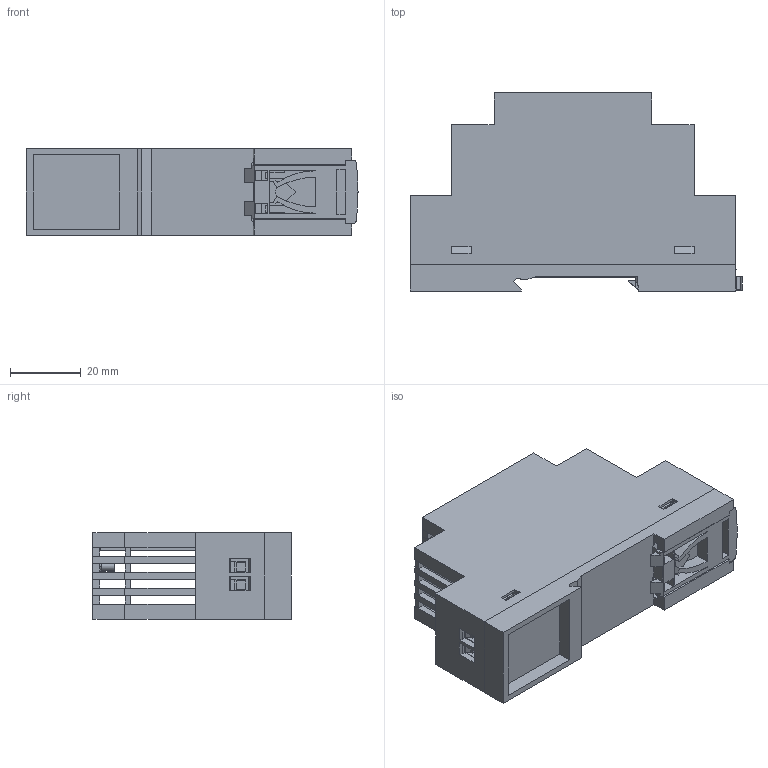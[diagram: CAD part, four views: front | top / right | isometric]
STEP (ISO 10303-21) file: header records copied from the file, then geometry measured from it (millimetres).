
FILE_DESCRIPTION (( 'STEP AP214' ), '1' );
FILE_NAME ('CDKG-S15軞蚾.STEP', '2025-03-01T05:42:23', ( 'China' ), ( 'Home' ), 'SwSTEP 2.0', 'SolidWorks 2019', '' );
FILE_SCHEMA (( 'AUTOMOTIVE_DESIGN' ));
Length unit declared in the file: millimetre
Products named in the file (8): CDKG-S15盄繚啣.STEP; CDKG-S15軞蚾; CDKG-S15裔; 2弇傷赽苤; CDKG-S15菁2; CDKG-S15軞蚾2; CDKG-S15縐諳
Assembly tree (8 placements, depth 4):
  CDKG-S15軞蚾
    CDKG-S15裔
    CDKG-S15菁2
    CDKG-S15軞蚾2
      CDKG-S15盄繚啣.STEP
        CDKG-S15盄繚啣.STEP
    2弇傷赽苤  x2
    CDKG-S15縐諳
Bounding box: 93.8 x 56 x 24.5 mm (x, y, z)
Volume: 34513.3 mm3; surface area: 45569.7 mm2
Topology: 11 solids, 11 shells, 789 faces, 2309 edges, 1526 vertices
Faces by surface type: plane 708, cylinder 77, sphere 2, bspline 2
Entity records: 27777 total; most frequent: CARTESIAN_POINT 3896, ORIENTED_EDGE 3874, DIRECTION 3408, EDGE_CURVE 1937, LINE 1796, VECTOR 1796, VERTEX_POINT 1282, AXIS2_PLACEMENT_3D 806
